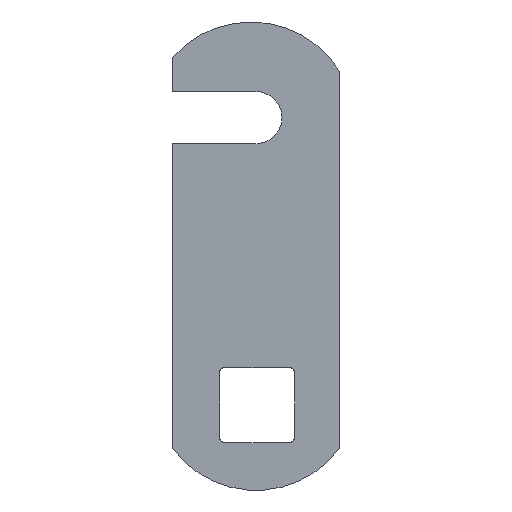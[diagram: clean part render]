
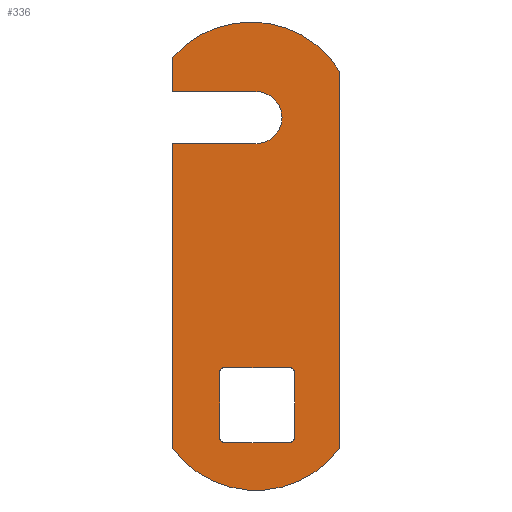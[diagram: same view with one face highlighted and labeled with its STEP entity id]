
A CAD part, left-side view. The second image highlights one B-rep face of the part: STEP entity #336.
In plain terms, the highlighted planar face has unit normal (-1, 0, 0).
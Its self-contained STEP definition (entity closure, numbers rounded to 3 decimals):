
#15=FACE_BOUND('',#62,.T.);
#17=CIRCLE('',#354,2.5);
#19=CIRCLE('',#359,10.);
#20=CIRCLE('',#360,10.);
#21=CIRCLE('',#361,0.5);
#22=CIRCLE('',#362,0.5);
#23=CIRCLE('',#363,0.5);
#24=CIRCLE('',#364,0.5);
#43=FACE_OUTER_BOUND('',#61,.T.);
#61=EDGE_LOOP('',(#244,#245,#246,#247,#248,#249,#250,#251));
#62=EDGE_LOOP('',(#252,#253,#254,#255,#256,#257,#258,#259));
#76=LINE('',#487,#110);
#80=LINE('',#496,#114);
#86=LINE('',#510,#120);
#87=LINE('',#513,#121);
#90=LINE('',#521,#124);
#91=LINE('',#525,#125);
#92=LINE('',#529,#126);
#93=LINE('',#533,#127);
#94=LINE('',#537,#128);
#110=VECTOR('',#387,8.);
#114=VECTOR('',#393,8.);
#120=VECTOR('',#407,29.296);
#121=VECTOR('',#410,3.278);
#124=VECTOR('',#417,36.267);
#125=VECTOR('',#420,6.2);
#126=VECTOR('',#423,6.2);
#127=VECTOR('',#426,6.2);
#128=VECTOR('',#429,6.2);
#144=VERTEX_POINT('',#485);
#145=VERTEX_POINT('',#486);
#148=VERTEX_POINT('',#494);
#149=VERTEX_POINT('',#495);
#153=VERTEX_POINT('',#508);
#154=VERTEX_POINT('',#512);
#156=VERTEX_POINT('',#518);
#157=VERTEX_POINT('',#520);
#158=VERTEX_POINT('',#523);
#159=VERTEX_POINT('',#524);
#160=VERTEX_POINT('',#526);
#161=VERTEX_POINT('',#528);
#162=VERTEX_POINT('',#530);
#163=VERTEX_POINT('',#532);
#164=VERTEX_POINT('',#534);
#165=VERTEX_POINT('',#536);
#176=EDGE_CURVE('',#144,#145,#76,.T.);
#180=EDGE_CURVE('',#148,#149,#80,.T.);
#184=EDGE_CURVE('',#149,#144,#17,.T.);
#188=EDGE_CURVE('',#145,#153,#86,.T.);
#189=EDGE_CURVE('',#154,#148,#87,.T.);
#192=EDGE_CURVE('',#153,#156,#19,.T.);
#193=EDGE_CURVE('',#156,#157,#90,.T.);
#194=EDGE_CURVE('',#157,#154,#20,.T.);
#195=EDGE_CURVE('',#158,#159,#91,.T.);
#196=EDGE_CURVE('',#159,#160,#21,.T.);
#197=EDGE_CURVE('',#160,#161,#92,.T.);
#198=EDGE_CURVE('',#161,#162,#22,.T.);
#199=EDGE_CURVE('',#162,#163,#93,.T.);
#200=EDGE_CURVE('',#163,#164,#23,.T.);
#201=EDGE_CURVE('',#164,#165,#94,.T.);
#202=EDGE_CURVE('',#165,#158,#24,.T.);
#244=ORIENTED_EDGE('',*,*,#180,.T.);
#245=ORIENTED_EDGE('',*,*,#184,.T.);
#246=ORIENTED_EDGE('',*,*,#176,.T.);
#247=ORIENTED_EDGE('',*,*,#188,.T.);
#248=ORIENTED_EDGE('',*,*,#192,.T.);
#249=ORIENTED_EDGE('',*,*,#193,.T.);
#250=ORIENTED_EDGE('',*,*,#194,.T.);
#251=ORIENTED_EDGE('',*,*,#189,.T.);
#252=ORIENTED_EDGE('',*,*,#195,.T.);
#253=ORIENTED_EDGE('',*,*,#196,.T.);
#254=ORIENTED_EDGE('',*,*,#197,.T.);
#255=ORIENTED_EDGE('',*,*,#198,.T.);
#256=ORIENTED_EDGE('',*,*,#199,.T.);
#257=ORIENTED_EDGE('',*,*,#200,.T.);
#258=ORIENTED_EDGE('',*,*,#201,.T.);
#259=ORIENTED_EDGE('',*,*,#202,.T.);
#324=PLANE('',#358);
#336=ADVANCED_FACE('',(#43,#15),#324,.T.);
#354=AXIS2_PLACEMENT_3D('',#503,#399,#400);
#358=AXIS2_PLACEMENT_3D('',#517,#413,#414);
#359=AXIS2_PLACEMENT_3D('',#519,#415,#416);
#360=AXIS2_PLACEMENT_3D('',#522,#418,#419);
#361=AXIS2_PLACEMENT_3D('',#527,#421,#422);
#362=AXIS2_PLACEMENT_3D('',#531,#424,#425);
#363=AXIS2_PLACEMENT_3D('',#535,#427,#428);
#364=AXIS2_PLACEMENT_3D('',#538,#430,#431);
#387=DIRECTION('',(0.,1.,0.));
#393=DIRECTION('',(0.,-1.,0.));
#399=DIRECTION('center_axis',(1.,0.,0.));
#400=DIRECTION('ref_axis',(0.,0.,1.));
#407=DIRECTION('',(0.,0.,-1.));
#410=DIRECTION('',(0.,0.,-1.));
#413=DIRECTION('center_axis',(-1.,0.,0.));
#414=DIRECTION('ref_axis',(0.,0.,1.));
#415=DIRECTION('center_axis',(-1.,0.,0.));
#416=DIRECTION('ref_axis',(0.,0.,1.));
#417=DIRECTION('',(0.,0.,1.));
#418=DIRECTION('center_axis',(-1.,0.,0.));
#419=DIRECTION('ref_axis',(0.,0.,1.));
#420=DIRECTION('',(0.,1.,0.));
#421=DIRECTION('center_axis',(1.,0.,0.));
#422=DIRECTION('ref_axis',(0.,0.,1.));
#423=DIRECTION('',(0.,0.,1.));
#424=DIRECTION('center_axis',(1.,0.,0.));
#425=DIRECTION('ref_axis',(0.,0.,1.));
#426=DIRECTION('',(0.,-1.,0.));
#427=DIRECTION('center_axis',(1.,0.,0.));
#428=DIRECTION('ref_axis',(0.,0.,1.));
#429=DIRECTION('',(0.,0.,-1.));
#430=DIRECTION('center_axis',(1.,0.,0.));
#431=DIRECTION('ref_axis',(0.,0.,1.));
#485=CARTESIAN_POINT('',(-34.,0.1,25.1));
#486=CARTESIAN_POINT('',(-34.,8.1,25.1));
#487=CARTESIAN_POINT('',(-34.,-0.7,25.1));
#494=CARTESIAN_POINT('',(-34.,8.1,30.1));
#495=CARTESIAN_POINT('',(-34.,0.1,30.1));
#496=CARTESIAN_POINT('',(-34.,-4.7,30.1));
#503=CARTESIAN_POINT('Origin',(-34.,0.1,27.6));
#508=CARTESIAN_POINT('',(-34.,8.1,-4.196));
#510=CARTESIAN_POINT('',(-34.,8.1,27.804));
#512=CARTESIAN_POINT('',(-34.,8.1,33.378));
#513=CARTESIAN_POINT('',(-34.,8.1,27.804));
#517=CARTESIAN_POINT('Origin',(-34.,-9.501,-12.196));
#518=CARTESIAN_POINT('',(-34.,-7.9,-4.196));
#519=CARTESIAN_POINT('Origin',(-34.,0.1,1.804));
#520=CARTESIAN_POINT('',(-34.,-7.9,32.072));
#521=CARTESIAN_POINT('',(-34.,-7.9,-4.196));
#522=CARTESIAN_POINT('Origin',(-34.,0.585,26.781));
#523=CARTESIAN_POINT('',(-34.,-3.1,-3.6));
#524=CARTESIAN_POINT('',(-34.,3.1,-3.6));
#525=CARTESIAN_POINT('',(-34.,-3.1,-3.6));
#526=CARTESIAN_POINT('',(-34.,3.6,-3.1));
#527=CARTESIAN_POINT('Origin',(-34.,3.1,-3.1));
#528=CARTESIAN_POINT('',(-34.,3.6,3.1));
#529=CARTESIAN_POINT('',(-34.,3.6,-3.1));
#530=CARTESIAN_POINT('',(-34.,3.1,3.6));
#531=CARTESIAN_POINT('Origin',(-34.,3.1,3.1));
#532=CARTESIAN_POINT('',(-34.,-3.1,3.6));
#533=CARTESIAN_POINT('',(-34.,3.1,3.6));
#534=CARTESIAN_POINT('',(-34.,-3.6,3.1));
#535=CARTESIAN_POINT('Origin',(-34.,-3.1,3.1));
#536=CARTESIAN_POINT('',(-34.,-3.6,-3.1));
#537=CARTESIAN_POINT('',(-34.,-3.6,3.1));
#538=CARTESIAN_POINT('Origin',(-34.,-3.1,-3.1));
